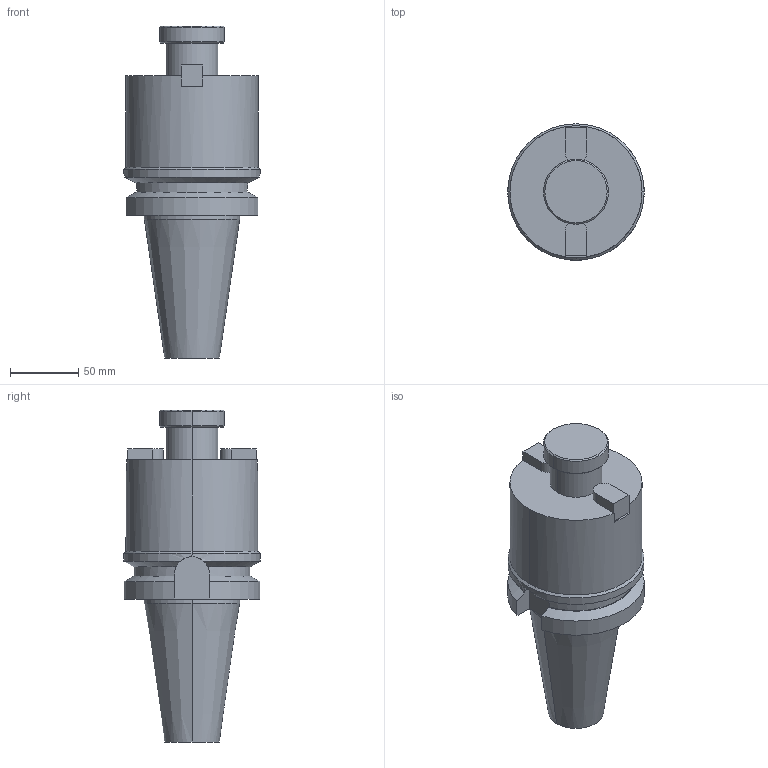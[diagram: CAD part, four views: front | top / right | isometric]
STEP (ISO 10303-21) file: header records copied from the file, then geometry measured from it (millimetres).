
FILE_DESCRIPTION (( 'STEP AP203' ), '1' );
FILE_NAME ('STP-5012-151-A80-413-1(SATE-16646-105).STEP', '2021-06-22T07:41:47', ( '' ), ( '' ), 'SwSTEP 2.0', 'SolidWorks 2017', '' );
FILE_SCHEMA (( 'CONFIG_CONTROL_DESIGN' ));
Length unit declared in the file: millimetre
Products named in the file (1): STP-5012-151-A80-413-1(SATE-16646-105)
Bounding box: 100 x 100 x 243.32 mm (x, y, z)
Volume: 1014509.6 mm3; surface area: 79254.7 mm2
Topology: 2 solids, 2 shells, 74 faces, 178 edges, 110 vertices
Faces by surface type: plane 31, cylinder 25, cone 18
Entity records: 2278 total; most frequent: CARTESIAN_POINT 469, DIRECTION 373, ORIENTED_EDGE 352, EDGE_CURVE 176, AXIS2_PLACEMENT_3D 138, VERTEX_POINT 110, VECTOR 97, LINE 97
